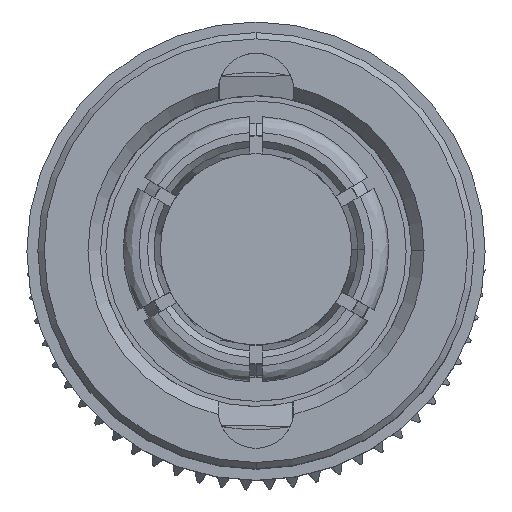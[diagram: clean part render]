
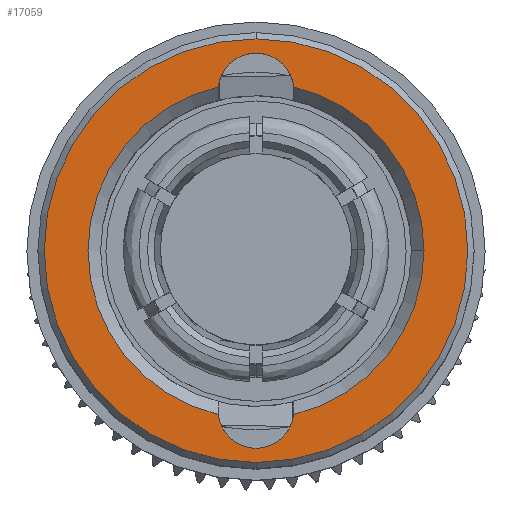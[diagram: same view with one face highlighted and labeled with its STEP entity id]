
A CAD part, top view. The second image highlights one B-rep face of the part: STEP entity #17059.
In plain terms, the highlighted face is planar.
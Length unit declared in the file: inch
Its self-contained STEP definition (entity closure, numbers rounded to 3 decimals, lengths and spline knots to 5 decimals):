
#938 = CARTESIAN_POINT ( 'NONE',  ( 0., -0.20391, -0.04697 ) ) ;
#1172 = VERTEX_POINT ( 'NONE', #31418 ) ;
#2895 = CIRCLE ( 'NONE', #9791, 0.20925 ) ;
#3014 = CARTESIAN_POINT ( 'NONE',  ( 0., 0., 0. ) ) ;
#3214 = CIRCLE ( 'NONE', #4930, 0.20925 ) ;
#3388 = AXIS2_PLACEMENT_3D ( 'NONE', #3014, #22345, #21647 ) ;
#3400 = DIRECTION ( 'NONE',  ( 1., 0., 0. ) ) ;
#3460 = CIRCLE ( 'NONE', #23664, 0.04724 ) ;
#3741 = VERTEX_POINT ( 'NONE', #6951 ) ;
#4930 = AXIS2_PLACEMENT_3D ( 'NONE', #30893, #3400, #33803 ) ;
#5110 = CIRCLE ( 'NONE', #8024, 0.04724 ) ;
#5318 = ORIENTED_EDGE ( 'NONE', *, *, #28605, .F. ) ;
#6781 = AXIS2_PLACEMENT_3D ( 'NONE', #25445, #11341, #27466 ) ;
#6918 = ORIENTED_EDGE ( 'NONE', *, *, #27117, .T. ) ;
#6951 = CARTESIAN_POINT ( 'NONE',  ( 0., 0., 0.20925 ) ) ;
#7259 = ORIENTED_EDGE ( 'NONE', *, *, #15014, .T. ) ;
#7581 = DIRECTION ( 'NONE',  ( 1., 0., 0. ) ) ;
#8024 = AXIS2_PLACEMENT_3D ( 'NONE', #32634, #24835, #13629 ) ;
#8279 = ORIENTED_EDGE ( 'NONE', *, *, #9583, .T. ) ;
#8648 = EDGE_CURVE ( 'NONE', #1172, #32510, #10279, .T. ) ;
#8753 = CIRCLE ( 'NONE', #15736, 0.20925 ) ;
#9135 = CARTESIAN_POINT ( 'NONE',  ( 0., 0.20391, -0.04697 ) ) ;
#9583 = EDGE_CURVE ( 'NONE', #21587, #29082, #3460, .T. ) ;
#9791 = AXIS2_PLACEMENT_3D ( 'NONE', #34968, #28988, #10170 ) ;
#10170 = DIRECTION ( 'NONE',  ( 0., 0., 1. ) ) ;
#10279 = CIRCLE ( 'NONE', #6781, 0.26378 ) ;
#10680 = CARTESIAN_POINT ( 'NONE',  ( 0., 0., 0. ) ) ;
#11205 = DIRECTION ( 'NONE',  ( 1., 0., 0. ) ) ;
#11341 = DIRECTION ( 'NONE',  ( 1., 0., 0. ) ) ;
#11724 = FACE_OUTER_BOUND ( 'NONE', #18869, .T. ) ;
#12064 = CIRCLE ( 'NONE', #3388, 0.26378 ) ;
#12272 = ORIENTED_EDGE ( 'NONE', *, *, #30218, .T. ) ;
#12908 = EDGE_CURVE ( 'NONE', #16174, #30195, #5110, .T. ) ;
#13629 = DIRECTION ( 'NONE',  ( 0., 0., 1. ) ) ;
#13736 = CARTESIAN_POINT ( 'NONE',  ( 0., 0., 0. ) ) ;
#14444 = PLANE ( 'NONE',  #27405 ) ;
#15014 = EDGE_CURVE ( 'NONE', #30195, #3741, #3214, .T. ) ;
#15618 = EDGE_LOOP ( 'NONE', ( #8279, #6918, #19347, #7259, #12272 ) ) ;
#15736 = AXIS2_PLACEMENT_3D ( 'NONE', #10680, #33127, #18836 ) ;
#16174 = VERTEX_POINT ( 'NONE', #9135 ) ;
#17059 = ADVANCED_FACE ( 'NONE', ( #19360, #11724 ), #14444, .F. ) ;
#18836 = DIRECTION ( 'NONE',  ( 0., 0., 1. ) ) ;
#18869 = EDGE_LOOP ( 'NONE', ( #5318, #34695 ) ) ;
#19347 = ORIENTED_EDGE ( 'NONE', *, *, #12908, .T. ) ;
#19360 = FACE_BOUND ( 'NONE', #15618, .T. ) ;
#21511 = CARTESIAN_POINT ( 'NONE',  ( 0., -0.19882, 0. ) ) ;
#21587 = VERTEX_POINT ( 'NONE', #34456 ) ;
#21647 = DIRECTION ( 'NONE',  ( 0., 1., 0. ) ) ;
#22345 = DIRECTION ( 'NONE',  ( 1., 0., 0. ) ) ;
#23664 = AXIS2_PLACEMENT_3D ( 'NONE', #21511, #7581, #27111 ) ;
#23725 = CARTESIAN_POINT ( 'NONE',  ( 0., 0.20391, 0.04697 ) ) ;
#24835 = DIRECTION ( 'NONE',  ( 1., 0., 0. ) ) ;
#25445 = CARTESIAN_POINT ( 'NONE',  ( 0., 0., 0. ) ) ;
#25477 = DIRECTION ( 'NONE',  ( 0., 0., -1. ) ) ;
#27111 = DIRECTION ( 'NONE',  ( 0., 0., 1. ) ) ;
#27117 = EDGE_CURVE ( 'NONE', #29082, #16174, #8753, .T. ) ;
#27405 = AXIS2_PLACEMENT_3D ( 'NONE', #13736, #11205, #25477 ) ;
#27466 = DIRECTION ( 'NONE',  ( 0., 1., 0. ) ) ;
#28463 = CARTESIAN_POINT ( 'NONE',  ( 0., -0.26378, 0. ) ) ;
#28605 = EDGE_CURVE ( 'NONE', #32510, #1172, #12064, .T. ) ;
#28988 = DIRECTION ( 'NONE',  ( 1., 0., 0. ) ) ;
#29082 = VERTEX_POINT ( 'NONE', #938 ) ;
#30195 = VERTEX_POINT ( 'NONE', #23725 ) ;
#30218 = EDGE_CURVE ( 'NONE', #3741, #21587, #2895, .T. ) ;
#30893 = CARTESIAN_POINT ( 'NONE',  ( 0., 0., 0. ) ) ;
#31418 = CARTESIAN_POINT ( 'NONE',  ( 0., 0.26378, 0. ) ) ;
#32510 = VERTEX_POINT ( 'NONE', #28463 ) ;
#32634 = CARTESIAN_POINT ( 'NONE',  ( 0., 0.19882, 0. ) ) ;
#33127 = DIRECTION ( 'NONE',  ( 1., 0., 0. ) ) ;
#33803 = DIRECTION ( 'NONE',  ( 0., 0., 1. ) ) ;
#34456 = CARTESIAN_POINT ( 'NONE',  ( 0., -0.20391, 0.04697 ) ) ;
#34695 = ORIENTED_EDGE ( 'NONE', *, *, #8648, .F. ) ;
#34968 = CARTESIAN_POINT ( 'NONE',  ( 0., 0., 0. ) ) ;
